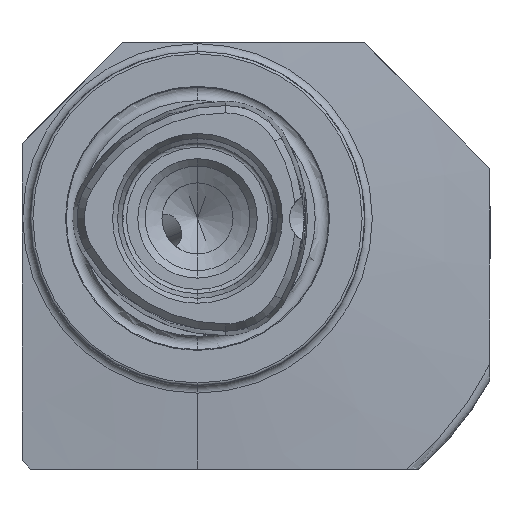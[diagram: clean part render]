
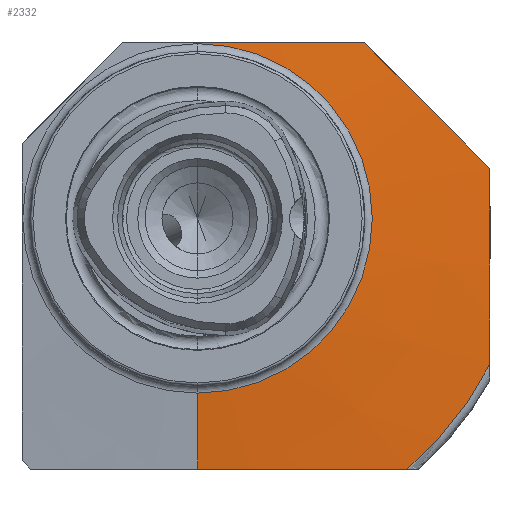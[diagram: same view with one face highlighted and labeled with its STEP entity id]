
A CAD part, left-side view. The second image highlights one B-rep face of the part: STEP entity #2332.
In plain terms, the highlighted conical face has half-angle 85 degrees and reference radius 39.087 mm.
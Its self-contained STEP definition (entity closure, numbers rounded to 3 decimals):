
#792 = EDGE_CURVE ( 'NONE', #2514, #6887, #6249, .T. ) ;
#1137 = CARTESIAN_POINT ( 'NONE',  ( 20.996, 0., -20.913 ) ) ;
#1139 = CARTESIAN_POINT ( 'NONE',  ( 21.004, 0., 21. ) ) ;
#1167 = CARTESIAN_POINT ( 'NONE',  ( 20.996, 0., 20.913 ) ) ;
#1548 = ORIENTED_EDGE ( 'NONE', *, *, #4175, .F. ) ;
#1550 = ORIENTED_EDGE ( 'NONE', *, *, #4172, .F. ) ;
#1552 = ORIENTED_EDGE ( 'NONE', *, *, #4181, .T. ) ;
#1554 = ORIENTED_EDGE ( 'NONE', *, *, #792, .T. ) ;
#1556 = ORIENTED_EDGE ( 'NONE', *, *, #5704, .T. ) ;
#1558 = ORIENTED_EDGE ( 'NONE', *, *, #5705, .T. ) ;
#1859 = CIRCLE ( 'NONE', #4838, 39.087 ) ;
#1938 = ORIENTED_EDGE ( 'NONE', *, *, #5706, .T. ) ;
#1939 = ORIENTED_EDGE ( 'NONE', *, *, #5707, .T. ) ;
#2101 = B_SPLINE_CURVE_WITH_KNOTS ( 'NONE', 3,
 ( #4533, #4538, #4544, #4545, #4546, #6225 ),
 .UNSPECIFIED., .F., .F.,
 ( 4, 2, 4 ),
 ( 0.023, 0.033, 0.043 ),
 .UNSPECIFIED. ) ;
#2105 = B_SPLINE_CURVE_WITH_KNOTS ( 'NONE', 3,
 ( #4528, #4529, #4534, #4535, #4536, #4537 ),
 .UNSPECIFIED., .F., .F.,
 ( 4, 2, 4 ),
 ( 0.038, 0.05, 0.061 ),
 .UNSPECIFIED. ) ;
#2131 = B_SPLINE_CURVE_WITH_KNOTS ( 'NONE', 3,
 ( #4505, #4507, #4539, #4540, #4541, #4542 ),
 .UNSPECIFIED., .F., .F.,
 ( 4, 2, 4 ),
 ( 0., 0.011, 0.021 ),
 .UNSPECIFIED. ) ;
#2161 = AXIS2_PLACEMENT_3D ( 'NONE', #5827, #5824, #5823 ) ;
#2224 = AXIS2_PLACEMENT_3D ( 'NONE', #5493, #5494, #5495 ) ;
#2332 = ADVANCED_FACE ( 'NONE', ( #3256 ), #3260, .T. ) ;
#2477 = VERTEX_POINT ( 'NONE', #1137 ) ;
#2479 = VERTEX_POINT ( 'NONE', #1139 ) ;
#2507 = VERTEX_POINT ( 'NONE', #1167 ) ;
#2514 = VERTEX_POINT ( 'NONE', #6683 ) ;
#2607 = CIRCLE ( 'NONE', #2224, 20.913 ) ;
#2612 = LINE ( 'NONE', #5489, #2614 ) ;
#2614 = VECTOR ( 'NONE', #5496, 1000. ) ;
#2615 = LINE ( 'NONE', #5532, #2616 ) ;
#2616 = VECTOR ( 'NONE', #5911, 1000. ) ;
#2880 = EDGE_LOOP ( 'NONE', ( #1548, #1550, #1552, #1554, #1556, #1558, #1938, #1939 ) ) ;
#3256 = FACE_OUTER_BOUND ( 'NONE', #2880, .T. ) ;
#3260 = CONICAL_SURFACE ( 'NONE', #2161, 39.087, 1.484 ) ;
#3569 = CARTESIAN_POINT ( 'NONE',  ( 21.704, -20., 21. ) ) ;
#3601 = CARTESIAN_POINT ( 'NONE',  ( 22.586, -25.056, -30. ) ) ;
#3658 = CARTESIAN_POINT ( 'NONE',  ( 22.273, -35., 6. ) ) ;
#3660 = CARTESIAN_POINT ( 'NONE',  ( 22.586, -35., -17.401 ) ) ;
#4172 = EDGE_CURVE ( 'NONE', #2477, #2507, #2607, .T. ) ;
#4175 = EDGE_CURVE ( 'NONE', #2507, #2479, #2612, .T. ) ;
#4181 = EDGE_CURVE ( 'NONE', #2477, #2514, #2615, .T. ) ;
#4505 = CARTESIAN_POINT ( 'NONE',  ( 22.273, -35., 6. ) ) ;
#4507 = CARTESIAN_POINT ( 'NONE',  ( 22.095, -32.502, 8.498 ) ) ;
#4528 = CARTESIAN_POINT ( 'NONE',  ( 22.586, -35., -17.401 ) ) ;
#4529 = CARTESIAN_POINT ( 'NONE',  ( 22.434, -35., -13.501 ) ) ;
#4530 = CARTESIAN_POINT ( 'NONE',  ( 22.586, 0., 0. ) ) ;
#4531 = DIRECTION ( 'NONE',  ( -1., 0., 0. ) ) ;
#4532 = DIRECTION ( 'NONE',  ( 0., 0., 1. ) ) ;
#4533 = CARTESIAN_POINT ( 'NONE',  ( 21.704, -20., 21. ) ) ;
#4534 = CARTESIAN_POINT ( 'NONE',  ( 22.324, -35., -9.6 ) ) ;
#4535 = CARTESIAN_POINT ( 'NONE',  ( 22.214, -35., -1.799 ) ) ;
#4536 = CARTESIAN_POINT ( 'NONE',  ( 22.216, -35., 2.1 ) ) ;
#4537 = CARTESIAN_POINT ( 'NONE',  ( 22.273, -35., 6. ) ) ;
#4538 = CARTESIAN_POINT ( 'NONE',  ( 21.503, -16.669, 21. ) ) ;
#4539 = CARTESIAN_POINT ( 'NONE',  ( 21.947, -30.003, 10.997 ) ) ;
#4540 = CARTESIAN_POINT ( 'NONE',  ( 21.747, -25.003, 15.997 ) ) ;
#4541 = CARTESIAN_POINT ( 'NONE',  ( 21.696, -22.502, 18.498 ) ) ;
#4542 = CARTESIAN_POINT ( 'NONE',  ( 21.704, -20., 21. ) ) ;
#4544 = CARTESIAN_POINT ( 'NONE',  ( 21.327, -13.335, 21. ) ) ;
#4545 = CARTESIAN_POINT ( 'NONE',  ( 21.076, -6.669, 21. ) ) ;
#4546 = CARTESIAN_POINT ( 'NONE',  ( 21.004, -3.335, 21. ) ) ;
#4838 = AXIS2_PLACEMENT_3D ( 'NONE', #4530, #4531, #4532 ) ;
#5489 = CARTESIAN_POINT ( 'NONE',  ( 22.586, 0., 39.087 ) ) ;
#5493 = CARTESIAN_POINT ( 'NONE',  ( 20.996, 0., 0. ) ) ;
#5494 = DIRECTION ( 'NONE',  ( -1., 0., 0. ) ) ;
#5495 = DIRECTION ( 'NONE',  ( 0., 0., 1. ) ) ;
#5496 = DIRECTION ( 'NONE',  ( 0.087, 0., 0.996 ) ) ;
#5532 = CARTESIAN_POINT ( 'NONE',  ( 22.586, 0., -39.087 ) ) ;
#5704 = EDGE_CURVE ( 'NONE', #6887, #6968, #1859, .T. ) ;
#5705 = EDGE_CURVE ( 'NONE', #6968, #6964, #2105, .T. ) ;
#5706 = EDGE_CURVE ( 'NONE', #6964, #5915, #2131, .T. ) ;
#5707 = EDGE_CURVE ( 'NONE', #5915, #2479, #2101, .T. ) ;
#5823 = DIRECTION ( 'NONE',  ( 0., 0., -1. ) ) ;
#5824 = DIRECTION ( 'NONE',  ( 1., 0., 0. ) ) ;
#5827 = CARTESIAN_POINT ( 'NONE',  ( 22.586, 0., 0. ) ) ;
#5911 = DIRECTION ( 'NONE',  ( 0.087, 0., -0.996 ) ) ;
#5915 = VERTEX_POINT ( 'NONE', #3569 ) ;
#6225 = CARTESIAN_POINT ( 'NONE',  ( 21.004, 0., 21. ) ) ;
#6249 = B_SPLINE_CURVE_WITH_KNOTS ( 'NONE', 3,
 ( #6555, #6542, #6557, #6558, #6559, #6560 ),
 .UNSPECIFIED., .F., .F.,
 ( 4, 2, 4 ),
 ( 0.114, 0.127, 0.139 ),
 .UNSPECIFIED. ) ;
#6542 = CARTESIAN_POINT ( 'NONE',  ( 21.791, -4.178, -30. ) ) ;
#6555 = CARTESIAN_POINT ( 'NONE',  ( 21.791, 0., -30. ) ) ;
#6557 = CARTESIAN_POINT ( 'NONE',  ( 21.87, -8.355, -30. ) ) ;
#6558 = CARTESIAN_POINT ( 'NONE',  ( 22.152, -16.707, -30. ) ) ;
#6559 = CARTESIAN_POINT ( 'NONE',  ( 22.352, -20.882, -30. ) ) ;
#6560 = CARTESIAN_POINT ( 'NONE',  ( 22.586, -25.056, -30. ) ) ;
#6683 = CARTESIAN_POINT ( 'NONE',  ( 21.791, 0., -30. ) ) ;
#6887 = VERTEX_POINT ( 'NONE', #3601 ) ;
#6964 = VERTEX_POINT ( 'NONE', #3658 ) ;
#6968 = VERTEX_POINT ( 'NONE', #3660 ) ;
